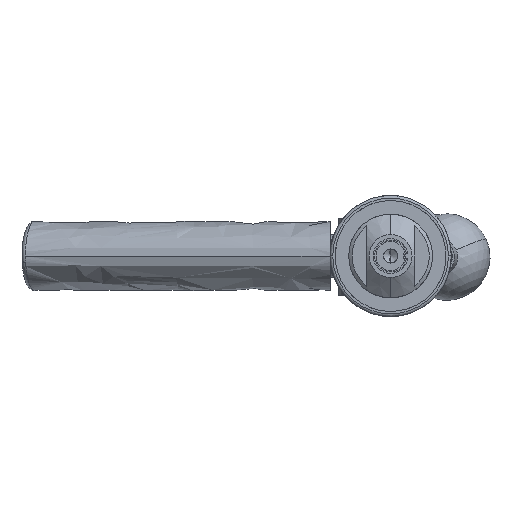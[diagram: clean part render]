
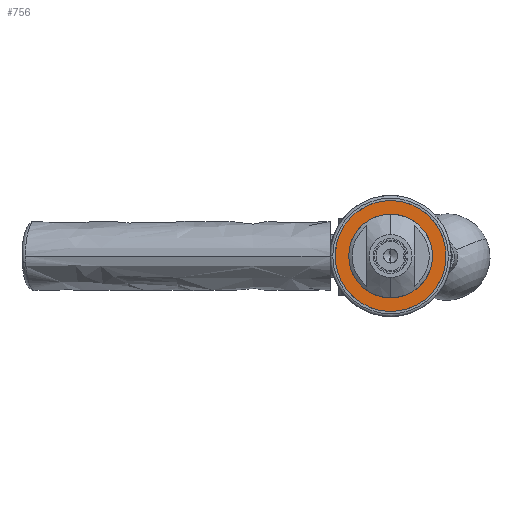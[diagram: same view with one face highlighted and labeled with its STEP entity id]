
A CAD part, left-side view. The second image highlights one B-rep face of the part: STEP entity #756.
In plain terms, the highlighted planar face has unit normal (-1, 0, 0).
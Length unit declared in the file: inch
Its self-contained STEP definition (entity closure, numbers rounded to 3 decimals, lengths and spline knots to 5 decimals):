
#34 = CARTESIAN_POINT ( 'NONE',  ( -4.408, -0.23849, -0.76362 ) ) ;
#601 = FACE_OUTER_BOUND ( 'NONE', #7279, .T. ) ;
#756 = ADVANCED_FACE ( 'NONE', ( #13632, #601 ), #2456, .F. ) ;
#929 = VERTEX_POINT ( 'NONE', #6469 ) ;
#1626 = DIRECTION ( 'NONE',  ( 0., 0.955, -0.298 ) ) ;
#2456 = PLANE ( 'NONE',  #12178 ) ;
#2640 = DIRECTION ( 'NONE',  ( 0., -0.955, 0.298 ) ) ;
#2800 = AXIS2_PLACEMENT_3D ( 'NONE', #4662, #12988, #11986 ) ;
#2878 = AXIS2_PLACEMENT_3D ( 'NONE', #17942, #16624, #5396 ) ;
#2995 = EDGE_CURVE ( 'NONE', #11457, #929, #18157, .T. ) ;
#3910 = CARTESIAN_POINT ( 'NONE',  ( -4.408, 0., 0. ) ) ;
#4662 = CARTESIAN_POINT ( 'NONE',  ( -4.408, 0., 0. ) ) ;
#5215 = CARTESIAN_POINT ( 'NONE',  ( -4.408, 0., 0. ) ) ;
#5376 = DIRECTION ( 'NONE',  ( 1., 0., 0. ) ) ;
#5396 = DIRECTION ( 'NONE',  ( 0., 0.955, -0.298 ) ) ;
#6469 = CARTESIAN_POINT ( 'NONE',  ( -4.408, -0.76362, 0.23849 ) ) ;
#6757 = DIRECTION ( 'NONE',  ( -1., 0., 0. ) ) ;
#7039 = CARTESIAN_POINT ( 'NONE',  ( -4.408, -0.57749, 0.18036 ) ) ;
#7042 = DIRECTION ( 'NONE',  ( -1., 0., 0. ) ) ;
#7279 = EDGE_LOOP ( 'NONE', ( #7328, #15480 ) ) ;
#7328 = ORIENTED_EDGE ( 'NONE', *, *, #2995, .T. ) ;
#8432 = CIRCLE ( 'NONE', #12309, 0.605 ) ;
#9004 = EDGE_CURVE ( 'NONE', #9887, #10790, #17592, .T. ) ;
#9026 = ORIENTED_EDGE ( 'NONE', *, *, #9004, .F. ) ;
#9887 = VERTEX_POINT ( 'NONE', #7039 ) ;
#10790 = VERTEX_POINT ( 'NONE', #13031 ) ;
#10851 = CARTESIAN_POINT ( 'NONE',  ( -4.408, 0.76362, -0.23849 ) ) ;
#10990 = EDGE_LOOP ( 'NONE', ( #17171, #9026 ) ) ;
#11457 = VERTEX_POINT ( 'NONE', #10851 ) ;
#11631 = AXIS2_PLACEMENT_3D ( 'NONE', #5215, #7042, #1626 ) ;
#11986 = DIRECTION ( 'NONE',  ( 0., 0.955, -0.298 ) ) ;
#12028 = CIRCLE ( 'NONE', #2878, 0.8 ) ;
#12178 = AXIS2_PLACEMENT_3D ( 'NONE', #34, #5376, #2640 ) ;
#12309 = AXIS2_PLACEMENT_3D ( 'NONE', #3910, #6757, #12411 ) ;
#12411 = DIRECTION ( 'NONE',  ( 0., 0.955, -0.298 ) ) ;
#12542 = EDGE_CURVE ( 'NONE', #10790, #9887, #8432, .T. ) ;
#12988 = DIRECTION ( 'NONE',  ( -1., 0., 0. ) ) ;
#13031 = CARTESIAN_POINT ( 'NONE',  ( -4.408, 0.57749, -0.18036 ) ) ;
#13632 = FACE_BOUND ( 'NONE', #10990, .T. ) ;
#15480 = ORIENTED_EDGE ( 'NONE', *, *, #17637, .T. ) ;
#16624 = DIRECTION ( 'NONE',  ( -1., 0., 0. ) ) ;
#17171 = ORIENTED_EDGE ( 'NONE', *, *, #12542, .F. ) ;
#17592 = CIRCLE ( 'NONE', #2800, 0.605 ) ;
#17637 = EDGE_CURVE ( 'NONE', #929, #11457, #12028, .T. ) ;
#17942 = CARTESIAN_POINT ( 'NONE',  ( -4.408, 0., 0. ) ) ;
#18157 = CIRCLE ( 'NONE', #11631, 0.8 ) ;
